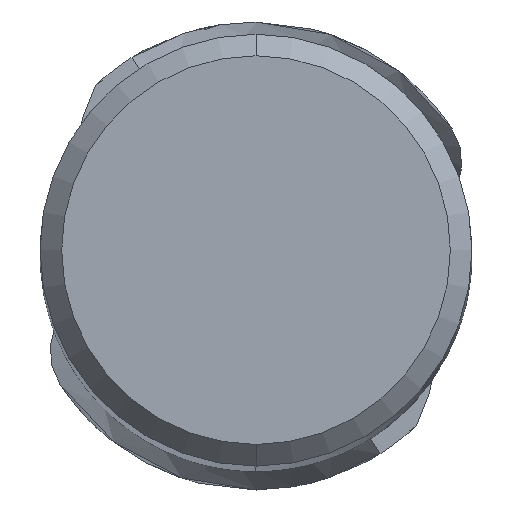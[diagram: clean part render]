
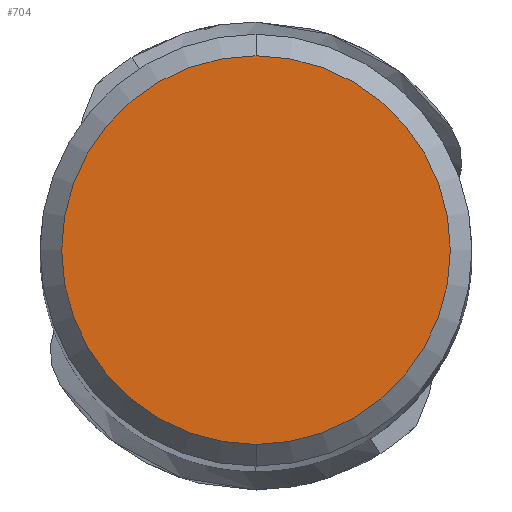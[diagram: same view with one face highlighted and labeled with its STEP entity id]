
A CAD part, top view. The second image highlights one B-rep face of the part: STEP entity #704.
In plain terms, the highlighted planar face has unit normal (0, 0, 1).
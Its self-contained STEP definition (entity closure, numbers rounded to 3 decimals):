
#456=VERTEX_POINT('',#1163);
#504=EDGE_CURVE('',#770,#456,#1217,.T.);
#704=ADVANCED_FACE('',(#1440),#1441,.T.);
#770=VERTEX_POINT('',#1514);
#1048=EDGE_CURVE('',#456,#770,#1807,.T.);
#1163=CARTESIAN_POINT('',(0.,-5.4,0.0));
#1217=CIRCLE('',#2809,5.4);
#1440=FACE_OUTER_BOUND('',#4299,.T.);
#1441=PLANE('',#4300);
#1514=CARTESIAN_POINT('',(0.0,5.4,0.0));
#1807=CIRCLE('',#5613,5.4);
#2809=AXIS2_PLACEMENT_3D('',#5798,#5799,#5800);
#4299=EDGE_LOOP('',(#6084,#6085));
#4300=AXIS2_PLACEMENT_3D('',#6086,#6087,#6088);
#5613=AXIS2_PLACEMENT_3D('',#6444,#6445,#6446);
#5798=CARTESIAN_POINT('',(0.0,0.0,0.0));
#5799=DIRECTION('',(0.0,0.0,-1.0));
#5800=DIRECTION('',(0.0,1.0,0.0));
#6084=ORIENTED_EDGE('',*,*,#504,.F.);
#6085=ORIENTED_EDGE('',*,*,#1048,.F.);
#6086=CARTESIAN_POINT('',(0.0,2.7,0.0));
#6087=DIRECTION('',(-0.0,0.0,1.0));
#6088=DIRECTION('',(0.0,-1.0,0.0));
#6444=CARTESIAN_POINT('',(0.0,0.0,0.0));
#6445=DIRECTION('',(0.0,0.0,-1.0));
#6446=DIRECTION('',(0.0,1.0,0.0));
